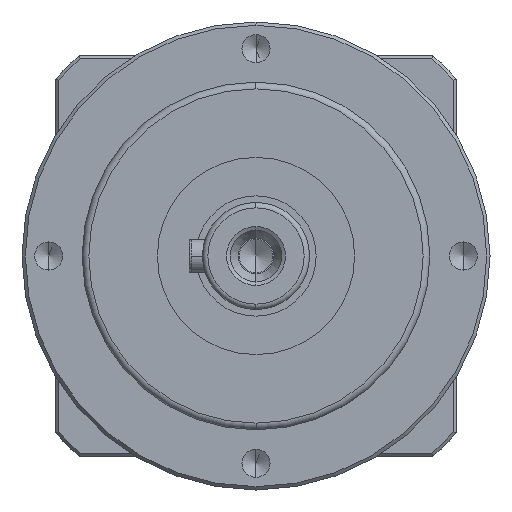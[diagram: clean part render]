
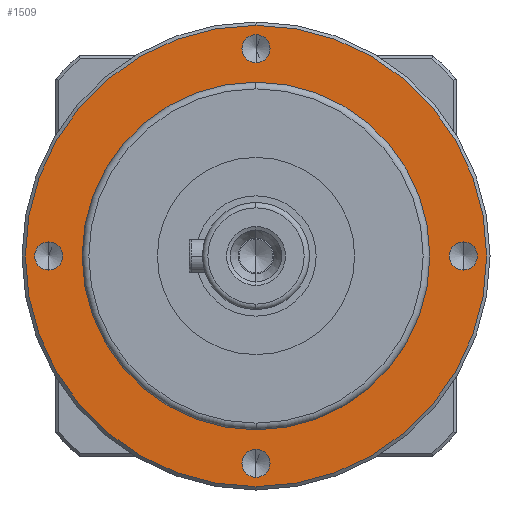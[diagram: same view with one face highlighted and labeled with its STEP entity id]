
A CAD part, left-side view. The second image highlights one B-rep face of the part: STEP entity #1509.
In plain terms, the highlighted planar face has unit normal (-1, 0, 0).
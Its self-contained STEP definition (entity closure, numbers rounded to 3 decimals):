
#2 = EDGE_CURVE ( 'NONE', #4922, #1703, #3318, .T. ) ;
#81 = DIRECTION ( 'NONE',  ( 0., 0., 1. ) ) ;
#115 = EDGE_CURVE ( 'NONE', #3652, #4094, #3978, .T. ) ;
#175 = DIRECTION ( 'NONE',  ( 0., 0., 1. ) ) ;
#214 = CARTESIAN_POINT ( 'NONE',  ( -114.513, 26.57, -33.1 ) ) ;
#221 = DIRECTION ( 'NONE',  ( -1., 0., 0. ) ) ;
#253 = CARTESIAN_POINT ( 'NONE',  ( -114.513, 26.57, 33.1 ) ) ;
#294 = FACE_OUTER_BOUND ( 'NONE', #2562, .T. ) ;
#334 = DIRECTION ( 'NONE',  ( 0., 0., -1. ) ) ;
#360 = EDGE_LOOP ( 'NONE', ( #835, #801 ) ) ;
#384 = VERTEX_POINT ( 'NONE', #2286 ) ;
#401 = CARTESIAN_POINT ( 'NONE',  ( -114.513, 57.57, 0. ) ) ;
#529 = ORIENTED_EDGE ( 'NONE', *, *, #4562, .F. ) ;
#563 = CIRCLE ( 'NONE', #1944, 34.5 ) ;
#576 = DIRECTION ( 'NONE',  ( 1., 0., 0. ) ) ;
#604 = VERTEX_POINT ( 'NONE', #253 ) ;
#605 = DIRECTION ( 'NONE',  ( 0., 0., 1. ) ) ;
#623 = AXIS2_PLACEMENT_3D ( 'NONE', #5081, #1487, #1888 ) ;
#628 = CARTESIAN_POINT ( 'NONE',  ( -114.513, -4.43, 0. ) ) ;
#743 = FACE_BOUND ( 'NONE', #4616, .T. ) ;
#801 = ORIENTED_EDGE ( 'NONE', *, *, #3614, .F. ) ;
#835 = ORIENTED_EDGE ( 'NONE', *, *, #4857, .F. ) ;
#864 = VERTEX_POINT ( 'NONE', #2895 ) ;
#885 = ORIENTED_EDGE ( 'NONE', *, *, #115, .F. ) ;
#918 = DIRECTION ( 'NONE',  ( 0., 0., 1. ) ) ;
#1126 = AXIS2_PLACEMENT_3D ( 'NONE', #3745, #1383, #605 ) ;
#1232 = DIRECTION ( 'NONE',  ( -1., 0., 0. ) ) ;
#1239 = DIRECTION ( 'NONE',  ( 0., 0., 1. ) ) ;
#1256 = ORIENTED_EDGE ( 'NONE', *, *, #4885, .F. ) ;
#1259 = VERTEX_POINT ( 'NONE', #3200 ) ;
#1277 = AXIS2_PLACEMENT_3D ( 'NONE', #401, #1232, #4369 ) ;
#1316 = CARTESIAN_POINT ( 'NONE',  ( -114.513, 26.57, 0. ) ) ;
#1354 = CARTESIAN_POINT ( 'NONE',  ( -114.513, 26.57, 0. ) ) ;
#1383 = DIRECTION ( 'NONE',  ( -1., 0., 0. ) ) ;
#1397 = DIRECTION ( 'NONE',  ( 0., 0., 1. ) ) ;
#1418 = ORIENTED_EDGE ( 'NONE', *, *, #2, .F. ) ;
#1426 = CIRCLE ( 'NONE', #3660, 2.1 ) ;
#1487 = DIRECTION ( 'NONE',  ( -1., 0., 0. ) ) ;
#1509 = ADVANCED_FACE ( 'NONE', ( #2972, #1913, #2965, #743, #294, #3340 ), #1709, .F. ) ;
#1517 = VERTEX_POINT ( 'NONE', #2559 ) ;
#1560 = CARTESIAN_POINT ( 'NONE',  ( -114.513, 57.57, 0. ) ) ;
#1700 = CIRCLE ( 'NONE', #1277, 2.1 ) ;
#1703 = VERTEX_POINT ( 'NONE', #3064 ) ;
#1709 = PLANE ( 'NONE',  #2999 ) ;
#1751 = DIRECTION ( 'NONE',  ( -1., 0., 0. ) ) ;
#1774 = EDGE_LOOP ( 'NONE', ( #885, #4462 ) ) ;
#1888 = DIRECTION ( 'NONE',  ( 0., 0., 1. ) ) ;
#1900 = ORIENTED_EDGE ( 'NONE', *, *, #3482, .F. ) ;
#1901 = EDGE_CURVE ( 'NONE', #384, #2914, #2583, .T. ) ;
#1913 = FACE_BOUND ( 'NONE', #360, .T. ) ;
#1921 = DIRECTION ( 'NONE',  ( -1., 0., 0. ) ) ;
#1944 = AXIS2_PLACEMENT_3D ( 'NONE', #3535, #2311, #334 ) ;
#2004 = CARTESIAN_POINT ( 'NONE',  ( -114.513, 26.57, -26. ) ) ;
#2165 = CIRCLE ( 'NONE', #4028, 2.1 ) ;
#2195 = EDGE_LOOP ( 'NONE', ( #1256, #1900 ) ) ;
#2201 = CARTESIAN_POINT ( 'NONE',  ( -114.513, 26.57, 31. ) ) ;
#2203 = AXIS2_PLACEMENT_3D ( 'NONE', #4423, #2835, #918 ) ;
#2254 = EDGE_CURVE ( 'NONE', #864, #1259, #1700, .T. ) ;
#2286 = CARTESIAN_POINT ( 'NONE',  ( -114.513, 26.57, -34.5 ) ) ;
#2311 = DIRECTION ( 'NONE',  ( -1., 0., 0. ) ) ;
#2422 = CIRCLE ( 'NONE', #623, 2.1 ) ;
#2559 = CARTESIAN_POINT ( 'NONE',  ( -114.513, -4.43, 2.1 ) ) ;
#2562 = EDGE_LOOP ( 'NONE', ( #2776, #2922 ) ) ;
#2583 = CIRCLE ( 'NONE', #3852, 34.5 ) ;
#2752 = ORIENTED_EDGE ( 'NONE', *, *, #3523, .F. ) ;
#2776 = ORIENTED_EDGE ( 'NONE', *, *, #1901, .T. ) ;
#2835 = DIRECTION ( 'NONE',  ( -1., 0., 0. ) ) ;
#2895 = CARTESIAN_POINT ( 'NONE',  ( -114.513, 57.57, -2.1 ) ) ;
#2914 = VERTEX_POINT ( 'NONE', #3922 ) ;
#2922 = ORIENTED_EDGE ( 'NONE', *, *, #4076, .T. ) ;
#2954 = DIRECTION ( 'NONE',  ( -1., 0., 0. ) ) ;
#2965 = FACE_BOUND ( 'NONE', #2195, .T. ) ;
#2972 = FACE_BOUND ( 'NONE', #3177, .T. ) ;
#2999 = AXIS2_PLACEMENT_3D ( 'NONE', #4960, #576, #3337 ) ;
#3064 = CARTESIAN_POINT ( 'NONE',  ( -114.513, 26.57, -28.9 ) ) ;
#3147 = DIRECTION ( 'NONE',  ( 0., 0., 1. ) ) ;
#3177 = EDGE_LOOP ( 'NONE', ( #2752, #1418 ) ) ;
#3188 = CARTESIAN_POINT ( 'NONE',  ( -114.513, -4.43, -2.1 ) ) ;
#3200 = CARTESIAN_POINT ( 'NONE',  ( -114.513, 57.57, 2.1 ) ) ;
#3207 = VERTEX_POINT ( 'NONE', #4042 ) ;
#3293 = DIRECTION ( 'NONE',  ( -1., 0., 0. ) ) ;
#3318 = CIRCLE ( 'NONE', #4704, 2.1 ) ;
#3337 = DIRECTION ( 'NONE',  ( 0., 0., -1. ) ) ;
#3340 = FACE_BOUND ( 'NONE', #1774, .T. ) ;
#3482 = EDGE_CURVE ( 'NONE', #3207, #604, #1426, .T. ) ;
#3523 = EDGE_CURVE ( 'NONE', #1703, #4922, #2422, .T. ) ;
#3535 = CARTESIAN_POINT ( 'NONE',  ( -114.513, 26.57, 0. ) ) ;
#3605 = AXIS2_PLACEMENT_3D ( 'NONE', #1316, #3293, #81 ) ;
#3614 = EDGE_CURVE ( 'NONE', #4692, #1517, #4262, .T. ) ;
#3622 = EDGE_CURVE ( 'NONE', #4094, #3652, #4641, .T. ) ;
#3652 = VERTEX_POINT ( 'NONE', #4859 ) ;
#3660 = AXIS2_PLACEMENT_3D ( 'NONE', #2201, #221, #3773 ) ;
#3745 = CARTESIAN_POINT ( 'NONE',  ( -114.513, 26.57, 31. ) ) ;
#3765 = CARTESIAN_POINT ( 'NONE',  ( -114.513, 26.57, 0. ) ) ;
#3773 = DIRECTION ( 'NONE',  ( 0., 0., 1. ) ) ;
#3852 = AXIS2_PLACEMENT_3D ( 'NONE', #3765, #4540, #4590 ) ;
#3922 = CARTESIAN_POINT ( 'NONE',  ( -114.513, 26.57, 34.5 ) ) ;
#3978 = CIRCLE ( 'NONE', #5051, 26. ) ;
#3979 = CARTESIAN_POINT ( 'NONE',  ( -114.513, 26.57, -31. ) ) ;
#4028 = AXIS2_PLACEMENT_3D ( 'NONE', #1560, #1921, #3147 ) ;
#4033 = DIRECTION ( 'NONE',  ( -1., 0., 0. ) ) ;
#4042 = CARTESIAN_POINT ( 'NONE',  ( -114.513, 26.57, 28.9 ) ) ;
#4076 = EDGE_CURVE ( 'NONE', #2914, #384, #563, .T. ) ;
#4094 = VERTEX_POINT ( 'NONE', #2004 ) ;
#4120 = CIRCLE ( 'NONE', #1126, 2.1 ) ;
#4176 = CIRCLE ( 'NONE', #5027, 2.1 ) ;
#4262 = CIRCLE ( 'NONE', #2203, 2.1 ) ;
#4322 = ORIENTED_EDGE ( 'NONE', *, *, #2254, .F. ) ;
#4369 = DIRECTION ( 'NONE',  ( 0., 0., 1. ) ) ;
#4423 = CARTESIAN_POINT ( 'NONE',  ( -114.513, -4.43, 0. ) ) ;
#4462 = ORIENTED_EDGE ( 'NONE', *, *, #3622, .F. ) ;
#4540 = DIRECTION ( 'NONE',  ( -1., 0., 0. ) ) ;
#4562 = EDGE_CURVE ( 'NONE', #1259, #864, #2165, .T. ) ;
#4590 = DIRECTION ( 'NONE',  ( 0., 0., -1. ) ) ;
#4616 = EDGE_LOOP ( 'NONE', ( #529, #4322 ) ) ;
#4641 = CIRCLE ( 'NONE', #3605, 26. ) ;
#4692 = VERTEX_POINT ( 'NONE', #3188 ) ;
#4704 = AXIS2_PLACEMENT_3D ( 'NONE', #3979, #4033, #1239 ) ;
#4857 = EDGE_CURVE ( 'NONE', #1517, #4692, #4176, .T. ) ;
#4859 = CARTESIAN_POINT ( 'NONE',  ( -114.513, 26.57, 26. ) ) ;
#4885 = EDGE_CURVE ( 'NONE', #604, #3207, #4120, .T. ) ;
#4922 = VERTEX_POINT ( 'NONE', #214 ) ;
#4960 = CARTESIAN_POINT ( 'NONE',  ( -114.513, 52.57, 0. ) ) ;
#5027 = AXIS2_PLACEMENT_3D ( 'NONE', #628, #1751, #1397 ) ;
#5051 = AXIS2_PLACEMENT_3D ( 'NONE', #1354, #2954, #175 ) ;
#5081 = CARTESIAN_POINT ( 'NONE',  ( -114.513, 26.57, -31. ) ) ;
